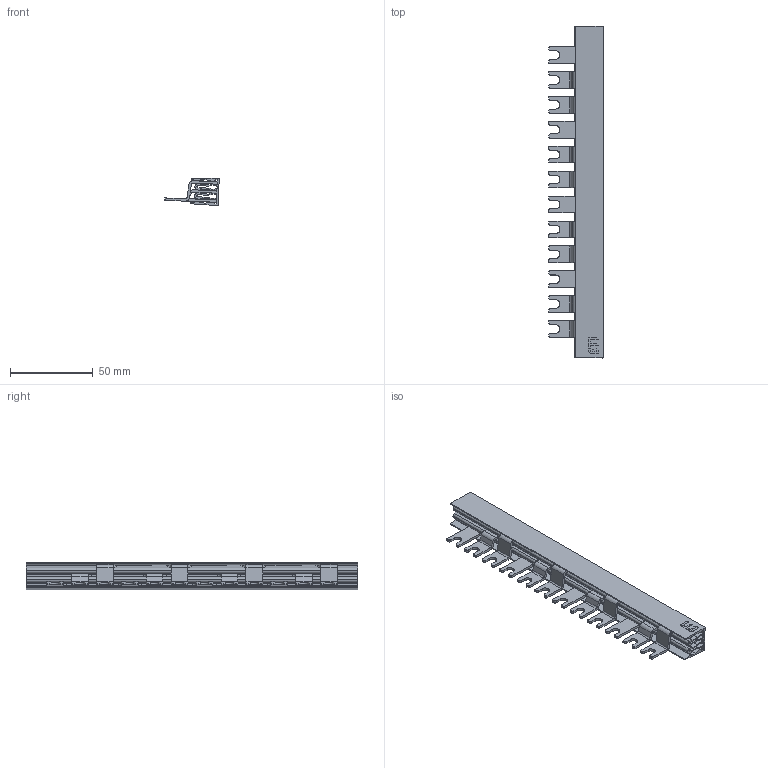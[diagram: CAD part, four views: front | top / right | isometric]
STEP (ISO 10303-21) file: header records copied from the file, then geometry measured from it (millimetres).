
FILE_DESCRIPTION((''),'2;1');
FILE_NAME('PRT0172_1_ASM','2021-05-07T',('marketing.praksa'),('Audax d.o.o.'),'CREO PARAMETRIC BY PTC INC, 2017480','CREO PARAMETRIC BY PTC INC, 2017480','');
FILE_SCHEMA(('AUTOMOTIVE_DESIGN { 1 0 10303 214 1 1 1 1 }'));
Products named in the file (8): PRT0172_1_1; PRT0172_1_2; PRT0145; PRT0146; PRT0147; BASE_V3; PRT0172_1_3; PRT0172_1_ASM
Assembly tree (7 placements, depth 2):
  PRT0172_1_ASM
    PRT0172_1_1
    PRT0172_1_2
    PRT0145
    PRT0146
    PRT0147
    BASE_V3
    PRT0172_1_3
Bounding box: 32.79 x 200 x 16.49 mm (x, y, z)
Volume: 31391.9 mm3; surface area: 58370.6 mm2
Topology: 7 solids, 7 shells, 462 faces, 1393 edges, 948 vertices
Faces by surface type: plane 257, cylinder 187, torus 18
Entity records: 24089 total; most frequent: CARTESIAN_POINT 3001, ORIENTED_EDGE 2786, DIRECTION 2779, PRESENTATION_STYLE_ASSIGNMENT 1862, STYLED_ITEM 1862, CURVE_STYLE 1393, EDGE_CURVE 1393, VERTEX_POINT 948
